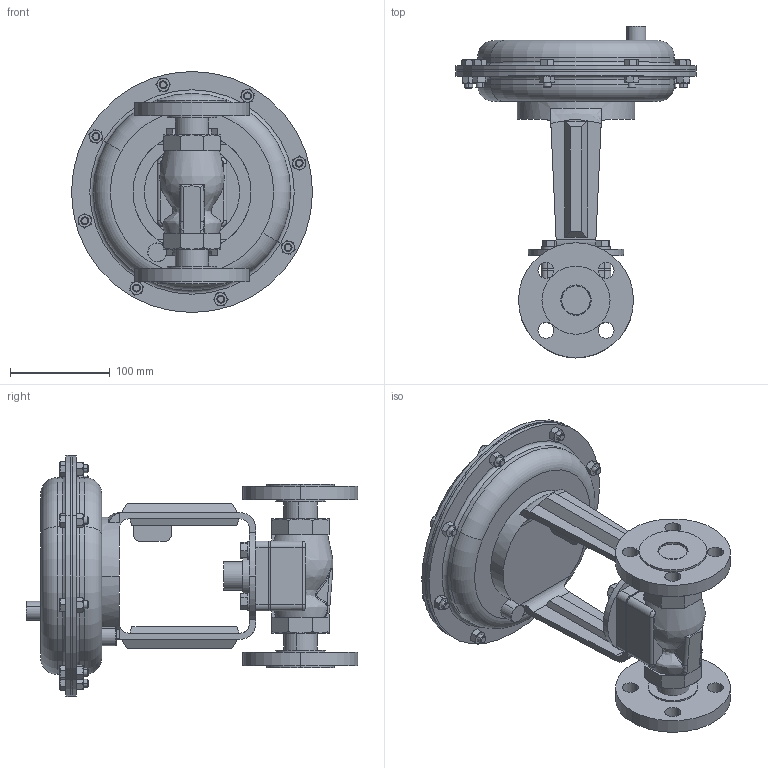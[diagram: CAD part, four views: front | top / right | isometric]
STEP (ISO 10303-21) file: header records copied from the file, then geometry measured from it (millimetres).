
FILE_DESCRIPTION (( 'STEP AP203' ), '1' );
FILE_NAME ('78-100-BR+CS+S6-F7-35M.step', '2017-09-25T13:12:10', ( '' ), ( '' ), 'SwSTEP 2.0', 'SolidWorks 2014', '' );
FILE_SCHEMA (( 'CONFIG_CONTROL_DESIGN' ));
Length unit declared in the file: inch
Products named in the file (1): 78-100-BR+CS+S6-F7-35M
Bounding box: 241.3 x 332.21 x 241.3 mm (x, y, z)
Volume: 3536609.7 mm3; surface area: 538917.1 mm2
Topology: 36 solids, 36 shells, 749 faces, 1671 edges, 1025 vertices
Faces by surface type: plane 322, cone 235, cylinder 140, bspline 30, torus 22
Entity records: 27084 total; most frequent: CARTESIAN_POINT 11129, ORIENTED_EDGE 3342, DIRECTION 3152, EDGE_CURVE 1671, AXIS2_PLACEMENT_3D 1280, VERTEX_POINT 1025, EDGE_LOOP 806, ADVANCED_FACE 749
